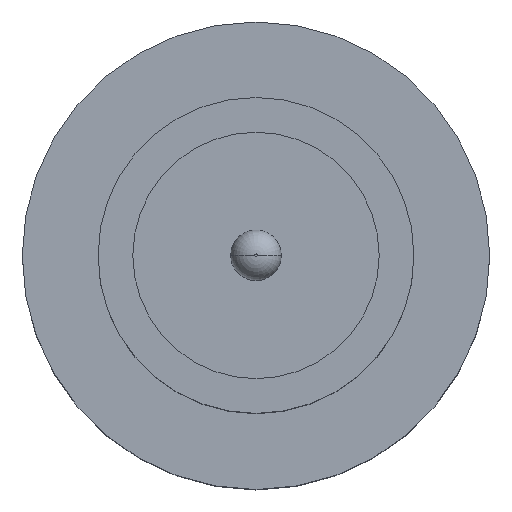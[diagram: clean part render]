
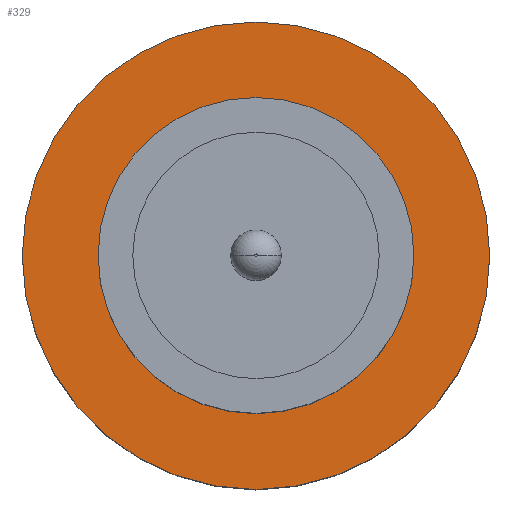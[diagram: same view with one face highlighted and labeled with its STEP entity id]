
A CAD part, top view. The second image highlights one B-rep face of the part: STEP entity #329.
In plain terms, the highlighted planar face has unit normal (0, 0, 1).
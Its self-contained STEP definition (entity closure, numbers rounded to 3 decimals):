
#14 = EDGE_CURVE ( 'NONE', #839, #214, #596, .T. ) ;
#83 = CARTESIAN_POINT ( 'NONE',  ( 0., 0., 1.55 ) ) ;
#89 = CIRCLE ( 'NONE', #376, 1.85 ) ;
#96 = AXIS2_PLACEMENT_3D ( 'NONE', #819, #531, #452 ) ;
#103 = VERTEX_POINT ( 'NONE', #133 ) ;
#133 = CARTESIAN_POINT ( 'NONE',  ( 1.85, 0., 1.55 ) ) ;
#140 = CARTESIAN_POINT ( 'NONE',  ( 0., 0., 1.55 ) ) ;
#148 = VERTEX_POINT ( 'NONE', #420 ) ;
#162 = ORIENTED_EDGE ( 'NONE', *, *, #782, .T. ) ;
#214 = VERTEX_POINT ( 'NONE', #457 ) ;
#251 = EDGE_CURVE ( 'NONE', #214, #839, #729, .T. ) ;
#263 = DIRECTION ( 'NONE',  ( 0., 0., 1. ) ) ;
#269 = DIRECTION ( 'NONE',  ( 0., 0., 1. ) ) ;
#274 = DIRECTION ( 'NONE',  ( 0., 0., 1. ) ) ;
#284 = DIRECTION ( 'NONE',  ( 1., 0., 0. ) ) ;
#312 = ORIENTED_EDGE ( 'NONE', *, *, #642, .T. ) ;
#329 = ADVANCED_FACE ( 'NONE', ( #860, #603 ), #631, .T. ) ;
#338 = AXIS2_PLACEMENT_3D ( 'NONE', #83, #274, #284 ) ;
#352 = CIRCLE ( 'NONE', #96, 1.85 ) ;
#376 = AXIS2_PLACEMENT_3D ( 'NONE', #477, #269, #831 ) ;
#391 = EDGE_LOOP ( 'NONE', ( #312, #162 ) ) ;
#420 = CARTESIAN_POINT ( 'NONE',  ( -1.85, 0., 1.55 ) ) ;
#452 = DIRECTION ( 'NONE',  ( 1., 0., 0. ) ) ;
#457 = CARTESIAN_POINT ( 'NONE',  ( 1.25, 0., 1.55 ) ) ;
#462 = DIRECTION ( 'NONE',  ( 1., 0., 0. ) ) ;
#477 = CARTESIAN_POINT ( 'NONE',  ( 0., 0., 1.55 ) ) ;
#508 = CARTESIAN_POINT ( 'NONE',  ( -1.25, 0., 1.55 ) ) ;
#523 = AXIS2_PLACEMENT_3D ( 'NONE', #140, #263, #462 ) ;
#531 = DIRECTION ( 'NONE',  ( 0., 0., 1. ) ) ;
#568 = ORIENTED_EDGE ( 'NONE', *, *, #14, .F. ) ;
#596 = CIRCLE ( 'NONE', #859, 1.25 ) ;
#603 = FACE_OUTER_BOUND ( 'NONE', #391, .T. ) ;
#621 = CARTESIAN_POINT ( 'NONE',  ( 0., 0., 1.55 ) ) ;
#626 = EDGE_LOOP ( 'NONE', ( #765, #568 ) ) ;
#631 = PLANE ( 'NONE',  #338 ) ;
#642 = EDGE_CURVE ( 'NONE', #148, #103, #89, .T. ) ;
#729 = CIRCLE ( 'NONE', #523, 1.25 ) ;
#765 = ORIENTED_EDGE ( 'NONE', *, *, #251, .F. ) ;
#775 = DIRECTION ( 'NONE',  ( 0., 0., 1. ) ) ;
#782 = EDGE_CURVE ( 'NONE', #103, #148, #352, .T. ) ;
#819 = CARTESIAN_POINT ( 'NONE',  ( 0., 0., 1.55 ) ) ;
#831 = DIRECTION ( 'NONE',  ( 1., 0., 0. ) ) ;
#839 = VERTEX_POINT ( 'NONE', #508 ) ;
#843 = DIRECTION ( 'NONE',  ( 1., 0., 0. ) ) ;
#859 = AXIS2_PLACEMENT_3D ( 'NONE', #621, #775, #843 ) ;
#860 = FACE_BOUND ( 'NONE', #626, .T. ) ;
